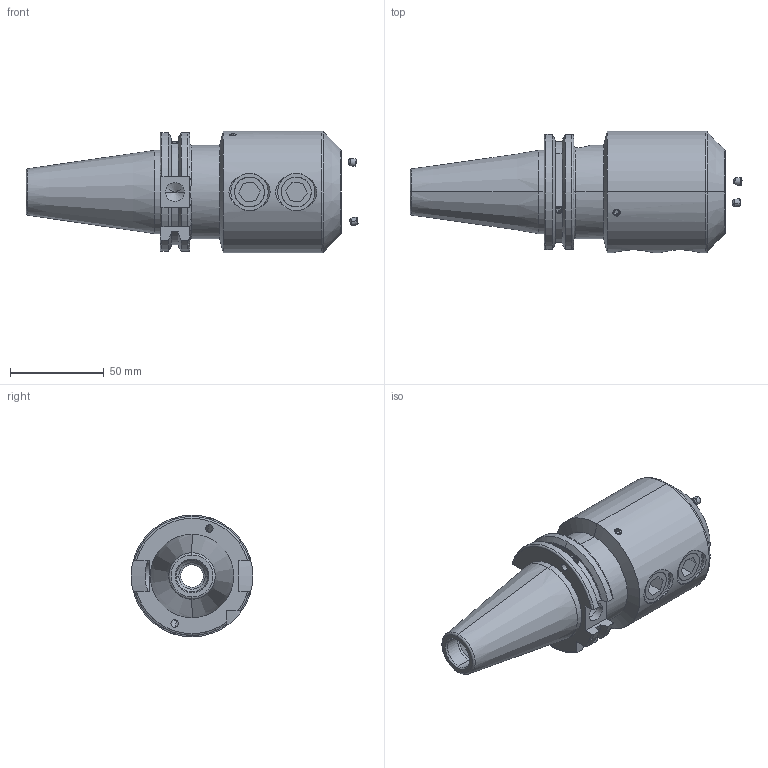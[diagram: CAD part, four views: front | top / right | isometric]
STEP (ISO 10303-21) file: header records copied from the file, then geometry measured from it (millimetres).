
FILE_DESCRIPTION (( 'STEP AP203' ), '1' );
FILE_NAME ('SK40 EK 25 100 FTC WW..STEP', '2014-09-03T13:32:55', ( 'SYS5' ), ( '' ), 'SwSTEP 2.0', 'SolidWorks 2009', '' );
FILE_SCHEMA (( 'CONFIG_CONTROL_DESIGN' ));
Length unit declared in the file: millimetre
Products named in the file (5): Copy of M4X4_DIN 913 - M4 x 4-N; SK40 EK 25 100 FTC WW.; M4X4_DIN 913 - M4 x 4-N; GS-M18X2X20
Assembly tree (9 placements, depth 2):
  SK40 EK 25 100 FTC WW.
    M4X4_DIN 913 - M4 x 4-N  x4
    SK40 EK 25 100 FTC WW.
    GS-M18X2X20  x2
    Copy of M4X4_DIN 913 - M4 x 4-N  x2
Bounding box: 177.35 x 65 x 65 mm (x, y, z)
Volume: 300054.5 mm3; surface area: 50567.1 mm2
Topology: 9 solids, 9 shells, 255 faces, 617 edges, 390 vertices
Faces by surface type: plane 103, cylinder 69, cone 58, torus 19, bspline 6
Entity records: 7121 total; most frequent: CARTESIAN_POINT 2144, ORIENTED_EDGE 906, DIRECTION 904, EDGE_CURVE 453, AXIS2_PLACEMENT_3D 352, VERTEX_POINT 290, EDGE_LOOP 211, LINE 200
